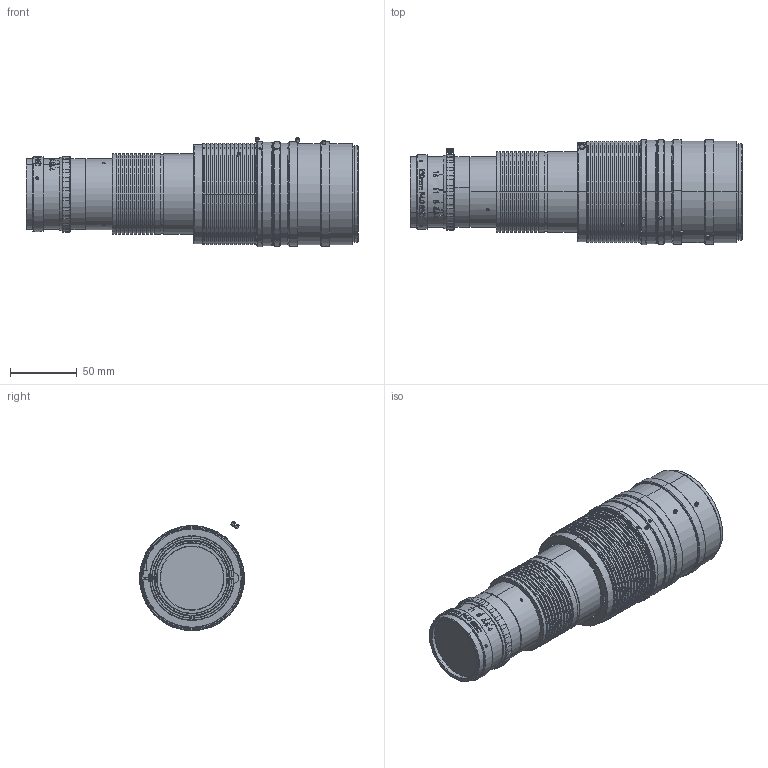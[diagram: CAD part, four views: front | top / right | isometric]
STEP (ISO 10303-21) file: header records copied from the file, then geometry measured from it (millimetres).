
FILE_DESCRIPTION (( 'STEP AP203' ), '1' );
FILE_NAME ('120mm 0.74X M72.STEP', '2024-12-05T07:26:15', ( '' ), ( '' ), 'SwSTEP 2.0', 'SolidWorks 2018', '' );
FILE_SCHEMA (( 'CONFIG_CONTROL_DESIGN' ));
Length unit declared in the file: millimetre
Products named in the file (14): 嫖擊坶踡隊; M72; 翋噩芠; 嫖擊覃誹遠; VתM72; M72תV; M2.5x12_杯头杯头直径实测4.45; 湮惕踡遠; 錨璃5^蚾饜极1; M2.5｡ﾁ3ｶ･ﾋｿ; 覦趼遠; 120mm  0.74X  M72; M72 24mm 延长圈; 綴噩芠
Assembly tree (17 placements, depth 2):
  錨璃5^蚾饜极1
  120mm  0.74X  M72
    翋噩芠
    M72
    嫖擊覃誹遠
    覦趼遠
    湮惕踡遠
    嫖擊坶踡隊
    綴噩芠
    M2.5x12_杯头杯头直径实测4.45
    M2.5｡ﾁ3ｶ･ﾋｿ  x5
    M72 24mm 延长圈  x2
    M72תV
    VתM72
Bounding box: 247.92 x 78.5 x 81.64 mm (x, y, z)
Volume: 563985.9 mm3; surface area: 144281.2 mm2
Topology: 17 solids, 17 shells, 1452 faces, 3379 edges, 2094 vertices
Faces by surface type: plane 497, cylinder 465, cone 333, bspline 157
Entity records: 67003 total; most frequent: CARTESIAN_POINT 35777, ORIENTED_EDGE 6350, DIRECTION 5792, EDGE_CURVE 3175, AXIS2_PLACEMENT_3D 2371, VERTEX_POINT 1968, EDGE_LOOP 1517, FACE_OUTER_BOUND 1355
